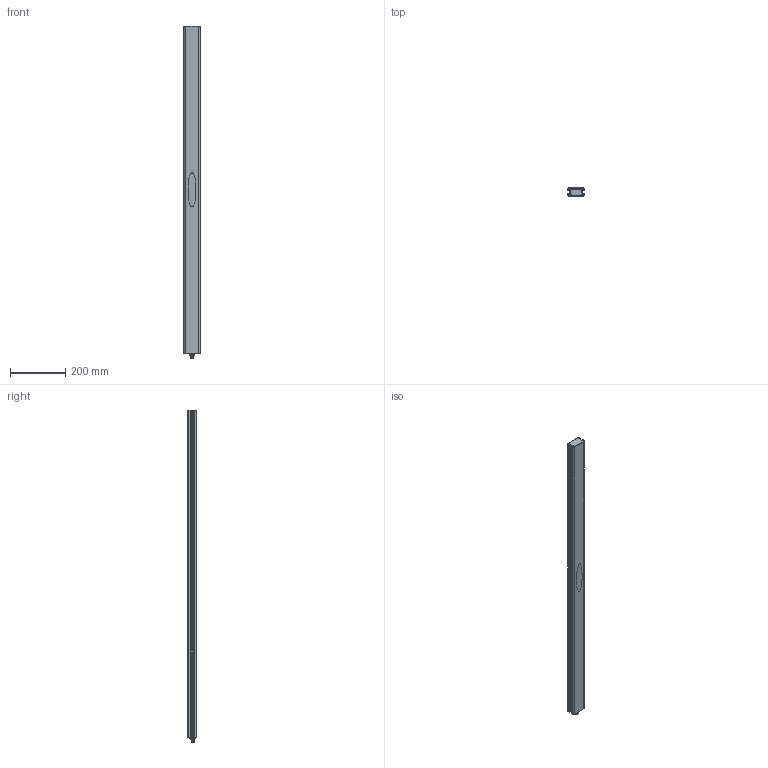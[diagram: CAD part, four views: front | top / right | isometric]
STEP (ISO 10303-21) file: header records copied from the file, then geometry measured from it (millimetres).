
FILE_DESCRIPTION((''),'2;1');
FILE_NAME('142120_SW','2008-09-23T',('banengservice'),('BANNER ENGINEERING'),'PRO/ENGINEER BY PARAMETRIC TECHNOLOGY CORPORATION, 2006170','PRO/ENGINEER BY PARAMETRIC TECHNOLOGY CORPORATION, 2006170','');
FILE_SCHEMA(('CONFIG_CONTROL_DESIGN'));
Length unit declared in the file: inch
Products named in the file (1): 142120_SW
Bounding box: 59.4 x 32.7 x 1205.66 mm (x, y, z)
Volume: 772536.9 mm3; surface area: 485726.2 mm2
Topology: 1 solids, 1 shells, 446 faces, 1238 edges, 797 vertices
Faces by surface type: plane 205, cylinder 193, bspline 24, torus 10, sphere 8, cone 4, extrusion 2
Entity records: 23066 total; most frequent: CARTESIAN_POINT 11516, ORIENTED_EDGE 2476, DIRECTION 2381, EDGE_CURVE 1238, AXIS2_PLACEMENT_3D 883, VERTEX_POINT 797, VECTOR 615, LINE 613
